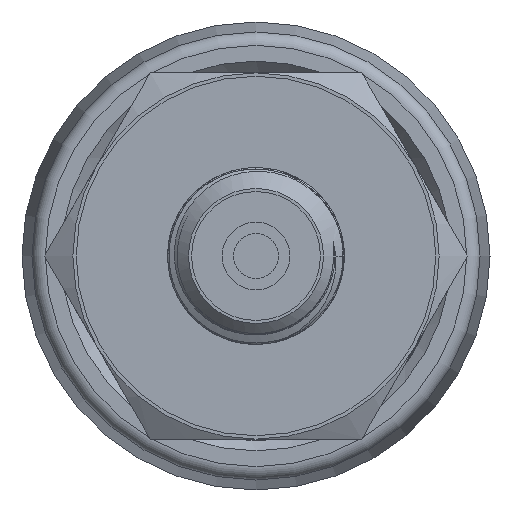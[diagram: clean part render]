
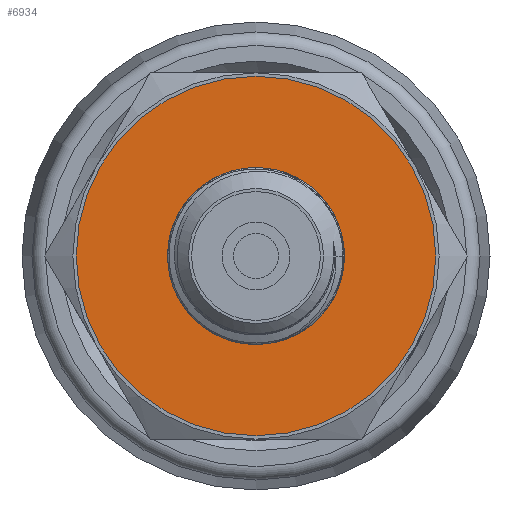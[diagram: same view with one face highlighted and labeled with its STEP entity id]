
A CAD part, left-side view. The second image highlights one B-rep face of the part: STEP entity #6934.
In plain terms, the highlighted planar face has unit normal (-1, 0, 0).
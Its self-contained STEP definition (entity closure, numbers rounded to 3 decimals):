
#113=PLANE('',#7234);
#412=FACE_BOUND('',#1233,.T.);
#823=FACE_OUTER_BOUND('',#1232,.T.);
#1232=EDGE_LOOP('',(#6355));
#1233=EDGE_LOOP('',(#6356));
#1370=CIRCLE('',#7211,13.25);
#1371=CIRCLE('',#7213,6.5);
#3308=VERTEX_POINT('',#22126);
#3309=VERTEX_POINT('',#22498);
#4322=EDGE_CURVE('',#3308,#3308,#1370,.T.);
#4324=EDGE_CURVE('',#3309,#3309,#1371,.T.);
#6355=ORIENTED_EDGE('',*,*,#4322,.T.);
#6356=ORIENTED_EDGE('',*,*,#4324,.T.);
#6934=ADVANCED_FACE('',(#823,#412),#113,.T.);
#7211=AXIS2_PLACEMENT_3D('',#22128,#8057,#8058);
#7213=AXIS2_PLACEMENT_3D('',#22499,#8061,#8062);
#7234=AXIS2_PLACEMENT_3D('',#24240,#8108,#8109);
#8057=DIRECTION('center_axis',(-1.,0.,0.));
#8058=DIRECTION('ref_axis',(0.,1.,0.));
#8061=DIRECTION('center_axis',(1.,0.,0.));
#8062=DIRECTION('ref_axis',(0.,0.,-1.));
#8108=DIRECTION('center_axis',(-1.,0.,0.));
#8109=DIRECTION('ref_axis',(0.,0.,1.));
#22126=CARTESIAN_POINT('',(-47.,-13.25,0.));
#22128=CARTESIAN_POINT('Origin',(-47.,0.,0.));
#22498=CARTESIAN_POINT('',(-47.,0.,6.5));
#22499=CARTESIAN_POINT('Origin',(-47.,0.,0.));
#24240=CARTESIAN_POINT('Origin',(-47.,13.5,0.));
